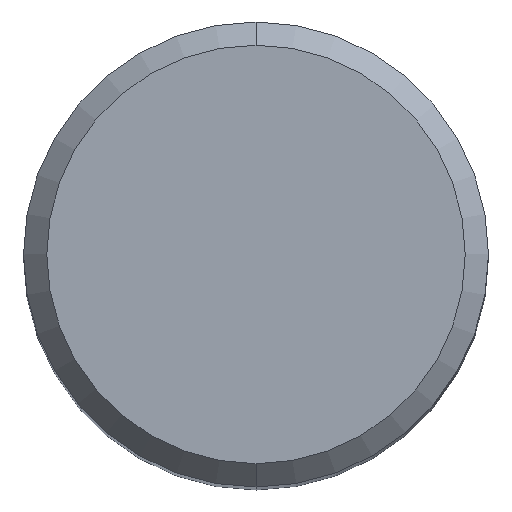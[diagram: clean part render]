
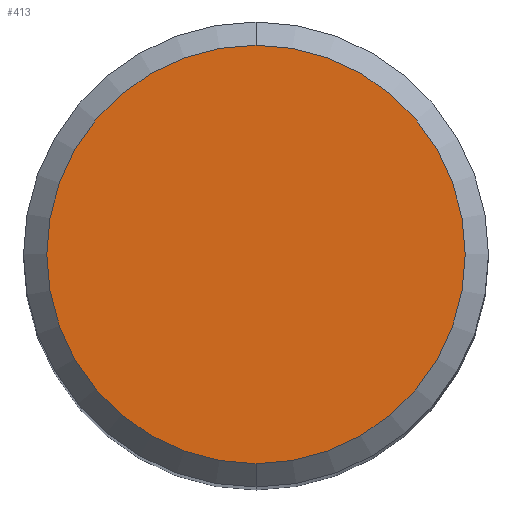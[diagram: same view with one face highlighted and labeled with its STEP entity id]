
A CAD part, top view. The second image highlights one B-rep face of the part: STEP entity #413.
In plain terms, the highlighted planar face has unit normal (0, 0, 1).
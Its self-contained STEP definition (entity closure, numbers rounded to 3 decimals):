
#183=VERTEX_POINT('',#476);
#209=EDGE_CURVE('',#329,#183,#505,.T.);
#255=EDGE_CURVE('',#183,#329,#557,.T.);
#329=VERTEX_POINT('',#635);
#413=ADVANCED_FACE('',(#729),#730,.T.);
#476=CARTESIAN_POINT('',(0.0,5.4,0.));
#505=CIRCLE('',#863,5.4);
#557=CIRCLE('',#950,5.4);
#635=CARTESIAN_POINT('',(0.,-5.4,0.));
#729=FACE_OUTER_BOUND('',#1398,.T.);
#730=PLANE('',#1399);
#863=AXIS2_PLACEMENT_3D('',#1488,#1489,#1490);
#950=AXIS2_PLACEMENT_3D('',#1578,#1579,#1580);
#1398=EDGE_LOOP('',(#1745,#1746));
#1399=AXIS2_PLACEMENT_3D('',#1747,#1748,#1749);
#1488=CARTESIAN_POINT('',(0.0,0.0,0.));
#1489=DIRECTION('',(0.0,0.0,-1.0));
#1490=DIRECTION('',(0.0,1.0,0.0));
#1578=CARTESIAN_POINT('',(0.0,0.0,0.));
#1579=DIRECTION('',(0.0,0.0,-1.0));
#1580=DIRECTION('',(0.0,1.0,0.0));
#1745=ORIENTED_EDGE('',*,*,#255,.F.);
#1746=ORIENTED_EDGE('',*,*,#209,.F.);
#1747=CARTESIAN_POINT('',(0.0,2.7,0.));
#1748=DIRECTION('',(-0.0,0.0,1.0));
#1749=DIRECTION('',(0.0,-1.0,0.0));
